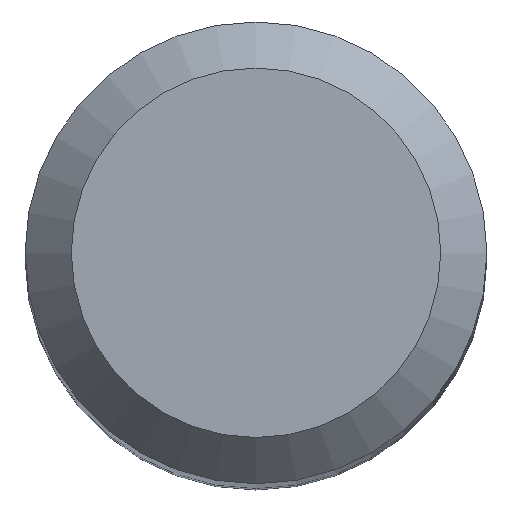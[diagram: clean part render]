
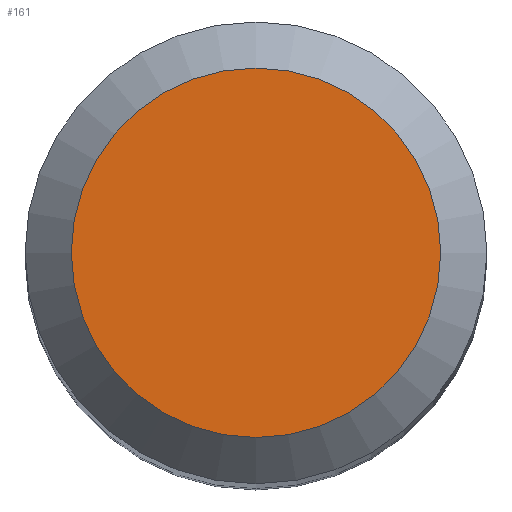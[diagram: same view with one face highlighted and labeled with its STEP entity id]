
A CAD part, top view. The second image highlights one B-rep face of the part: STEP entity #161.
In plain terms, the highlighted planar face has unit normal (0, 0, 1).
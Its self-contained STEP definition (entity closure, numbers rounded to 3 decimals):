
#23 = ORIENTED_EDGE ( 'NONE', *, *, #47, .T. ) ;
#26 = CARTESIAN_POINT ( 'NONE',  ( 0., -3.2, 64. ) ) ;
#38 = DIRECTION ( 'NONE',  ( 0., -1., 0. ) ) ;
#47 = EDGE_CURVE ( 'NONE', #180, #180, #184, .T. ) ;
#105 = CARTESIAN_POINT ( 'NONE',  ( 0., 0., 64. ) ) ;
#131 = PLANE ( 'NONE',  #137 ) ;
#137 = AXIS2_PLACEMENT_3D ( 'NONE', #105, #218, #192 ) ;
#140 = DIRECTION ( 'NONE',  ( 0., 0., 1. ) ) ;
#145 = EDGE_LOOP ( 'NONE', ( #23 ) ) ;
#147 = AXIS2_PLACEMENT_3D ( 'NONE', #205, #140, #38 ) ;
#161 = ADVANCED_FACE ( 'NONE', ( #213 ), #131, .F. ) ;
#180 = VERTEX_POINT ( 'NONE', #26 ) ;
#184 = CIRCLE ( 'NONE', #147, 3.2 ) ;
#192 = DIRECTION ( 'NONE',  ( 0., 1., 0. ) ) ;
#205 = CARTESIAN_POINT ( 'NONE',  ( 0., 0., 64. ) ) ;
#213 = FACE_OUTER_BOUND ( 'NONE', #145, .T. ) ;
#218 = DIRECTION ( 'NONE',  ( 0., 0., -1. ) ) ;
